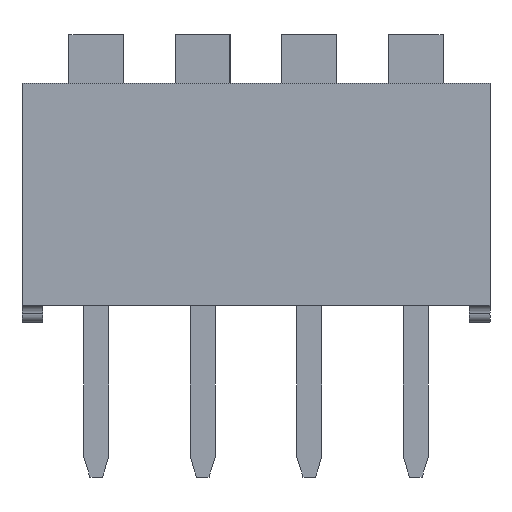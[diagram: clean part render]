
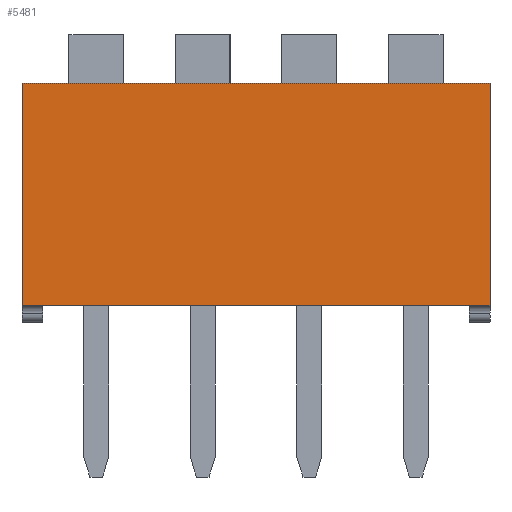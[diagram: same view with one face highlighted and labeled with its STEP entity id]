
A CAD part, front view. The second image highlights one B-rep face of the part: STEP entity #5481.
In plain terms, the highlighted planar face has unit normal (0, -1, 0).
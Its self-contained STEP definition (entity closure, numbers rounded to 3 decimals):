
#352=ORIENTED_EDGE('',*,*,#1405,.T.);
#353=ORIENTED_EDGE('',*,*,#1392,.F.);
#354=ORIENTED_EDGE('',*,*,#1469,.F.);
#355=ORIENTED_EDGE('',*,*,#1372,.T.);
#1372=EDGE_CURVE('',#1962,#1961,#2353,.T.);
#1392=EDGE_CURVE('',#1981,#1982,#2369,.T.);
#1405=EDGE_CURVE('',#1961,#1982,#2380,.T.);
#1469=EDGE_CURVE('',#1962,#1981,#2411,.T.);
#1961=VERTEX_POINT('',#6923);
#1962=VERTEX_POINT('',#6925);
#1981=VERTEX_POINT('',#6964);
#1982=VERTEX_POINT('',#6966);
#2353=LINE('',#6924,#2824);
#2369=LINE('',#6965,#2840);
#2380=LINE('',#6990,#2851);
#2411=LINE('',#7189,#2882);
#2824=VECTOR('',#5968,1000.);
#2840=VECTOR('',#5994,1000.);
#2851=VECTOR('',#6011,1000.);
#2882=VECTOR('',#6046,1000.);
#3315=EDGE_LOOP('',(#352,#353,#354,#355));
#3572=FACE_BOUND('',#3315,.T.);
#3809=PLANE('',#5729);
#5481=ADVANCED_FACE('',(#3572),#3809,.F.);
#5729=AXIS2_PLACEMENT_3D('',#7408,#6087,#6088);
#5968=DIRECTION('',(0.,0.,-1.));
#5994=DIRECTION('',(0.,0.,-1.));
#6011=DIRECTION('',(1.,0.,0.));
#6046=DIRECTION('',(1.,0.,0.));
#6087=DIRECTION('',(0.,1.,0.));
#6088=DIRECTION('',(-1.,0.,0.));
#6923=CARTESIAN_POINT('',(-5.58,-4.95,0.));
#6924=CARTESIAN_POINT('',(-5.58,-4.95,5.3));
#6925=CARTESIAN_POINT('',(-5.58,-4.95,5.3));
#6964=CARTESIAN_POINT('',(5.58,-4.95,5.3));
#6965=CARTESIAN_POINT('',(5.58,-4.95,5.3));
#6966=CARTESIAN_POINT('',(5.58,-4.95,0.));
#6990=CARTESIAN_POINT('',(-5.58,-4.95,0.));
#7189=CARTESIAN_POINT('',(-5.58,-4.95,5.3));
#7408=CARTESIAN_POINT('',(-5.58,-4.95,5.3));
